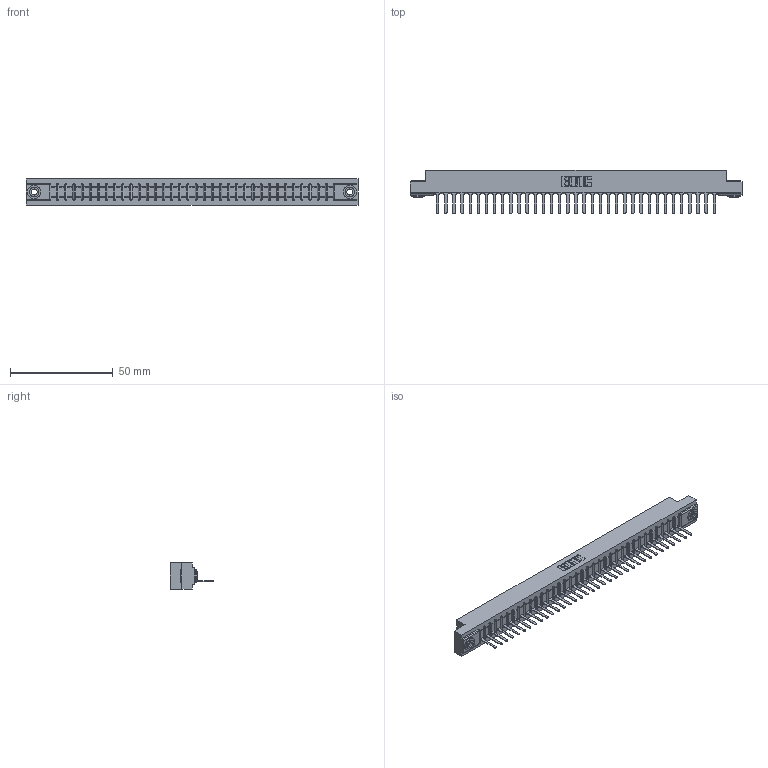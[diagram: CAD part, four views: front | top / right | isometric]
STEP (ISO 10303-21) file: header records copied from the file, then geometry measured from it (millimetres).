
FILE_DESCRIPTION (( 'STEP AP203' ), '1' );
FILE_NAME ('357-035-527-103.STEP', '2018-08-10T03:51:37', ( '' ), ( '' ), 'SwSTEP 2.0', 'SolidWorks 2016', '' );
FILE_SCHEMA (( 'CONFIG_CONTROL_DESIGN' ));
Length unit declared in the file: inch
Products named in the file (4): 307 Part_.156 Dia Mounting Holes; 307-290-001_527; 345-250-002_345-250-002-102; 357-035-527-103
Assembly tree (38 placements, depth 2):
  357-035-527-103
    307 Part_.156 Dia Mounting Holes
    307-290-001_527  x35
    345-250-002_345-250-002-102  x2
Bounding box: 161.7 x 21.11 x 12.7 mm (x, y, z)
Volume: 16770 mm3; surface area: 18045.5 mm2
Topology: 38 solids, 38 shells, 2166 faces, 6105 edges, 3922 vertices
Faces by surface type: plane 1389, cylinder 697, sphere 72, cone 8
Entity records: 31901 total; most frequent: CARTESIAN_POINT 5349, ORIENTED_EDGE 5326, DIRECTION 5221, EDGE_CURVE 2663, VECTOR 2033, LINE 2033, VERTEX_POINT 1722, AXIS2_PLACEMENT_3D 1594
